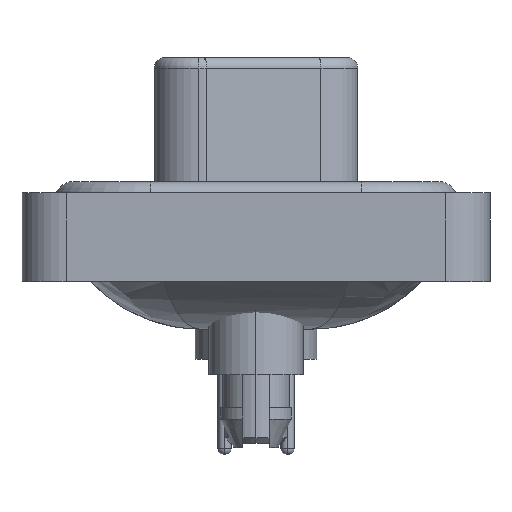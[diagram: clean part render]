
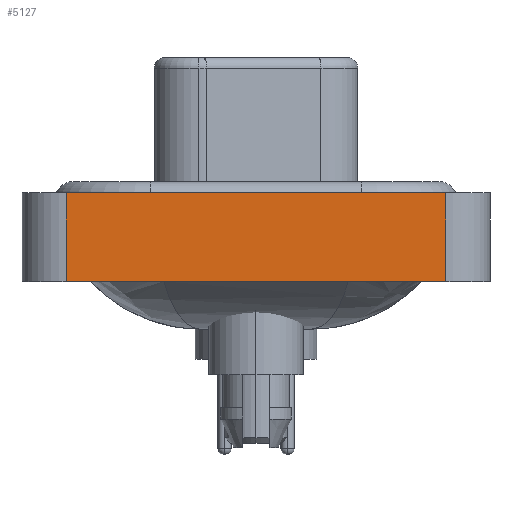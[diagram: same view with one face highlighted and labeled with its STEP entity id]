
A CAD part, left-side view. The second image highlights one B-rep face of the part: STEP entity #5127.
In plain terms, the highlighted planar face has unit normal (-1, 0, 0).
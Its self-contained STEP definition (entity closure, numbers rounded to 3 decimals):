
#1337 = DIRECTION ( 'NONE',  ( 0., 0., 1. ) ) ;
#2115 = EDGE_CURVE ( 'NONE', #4180, #8431, #15406, .T. ) ;
#3170 = CARTESIAN_POINT ( 'NONE',  ( -7.35, -8.55, -3.6 ) ) ;
#3416 = AXIS2_PLACEMENT_3D ( 'NONE', #6680, #24098, #4696 ) ;
#4180 = VERTEX_POINT ( 'NONE', #3170 ) ;
#4616 = VECTOR ( 'NONE', #7735, 1000. ) ;
#4696 = DIRECTION ( 'NONE',  ( 0., 0., 1. ) ) ;
#4729 = CARTESIAN_POINT ( 'NONE',  ( -7.35, -8.55, 0.4 ) ) ;
#5127 = ADVANCED_FACE ( 'NONE', ( #17717 ), #15191, .T. ) ;
#5905 = CARTESIAN_POINT ( 'NONE',  ( -7.35, 8.55, -3.6 ) ) ;
#6047 = EDGE_CURVE ( 'NONE', #16591, #8431, #24124, .T. ) ;
#6680 = CARTESIAN_POINT ( 'NONE',  ( -7.35, -8.55, -3.6 ) ) ;
#7446 = CARTESIAN_POINT ( 'NONE',  ( -7.35, 8.55, -3.6 ) ) ;
#7735 = DIRECTION ( 'NONE',  ( 0., 0., 1. ) ) ;
#8431 = VERTEX_POINT ( 'NONE', #13361 ) ;
#13361 = CARTESIAN_POINT ( 'NONE',  ( -7.35, -8.55, 0.4 ) ) ;
#13685 = LINE ( 'NONE', #7446, #25594 ) ;
#15191 = PLANE ( 'NONE',  #3416 ) ;
#15406 = LINE ( 'NONE', #24033, #4616 ) ;
#15908 = DIRECTION ( 'NONE',  ( 0., -1., 0. ) ) ;
#16591 = VERTEX_POINT ( 'NONE', #26932 ) ;
#17189 = CARTESIAN_POINT ( 'NONE',  ( -7.35, -8.55, -3.6 ) ) ;
#17717 = FACE_OUTER_BOUND ( 'NONE', #25297, .T. ) ;
#19447 = DIRECTION ( 'NONE',  ( 0., -1., 0. ) ) ;
#20502 = ORIENTED_EDGE ( 'NONE', *, *, #2115, .T. ) ;
#20723 = VERTEX_POINT ( 'NONE', #5905 ) ;
#21312 = EDGE_CURVE ( 'NONE', #20723, #16591, #13685, .T. ) ;
#21434 = LINE ( 'NONE', #17189, #25703 ) ;
#22115 = EDGE_CURVE ( 'NONE', #20723, #4180, #21434, .T. ) ;
#23669 = ORIENTED_EDGE ( 'NONE', *, *, #6047, .F. ) ;
#23742 = VECTOR ( 'NONE', #15908, 1000. ) ;
#24033 = CARTESIAN_POINT ( 'NONE',  ( -7.35, -8.55, -3.6 ) ) ;
#24098 = DIRECTION ( 'NONE',  ( -1., 0., 0. ) ) ;
#24124 = LINE ( 'NONE', #4729, #23742 ) ;
#24484 = ORIENTED_EDGE ( 'NONE', *, *, #21312, .F. ) ;
#25297 = EDGE_LOOP ( 'NONE', ( #20502, #23669, #24484, #25922 ) ) ;
#25594 = VECTOR ( 'NONE', #1337, 1000. ) ;
#25703 = VECTOR ( 'NONE', #19447, 1000. ) ;
#25922 = ORIENTED_EDGE ( 'NONE', *, *, #22115, .T. ) ;
#26932 = CARTESIAN_POINT ( 'NONE',  ( -7.35, 8.55, 0.4 ) ) ;
